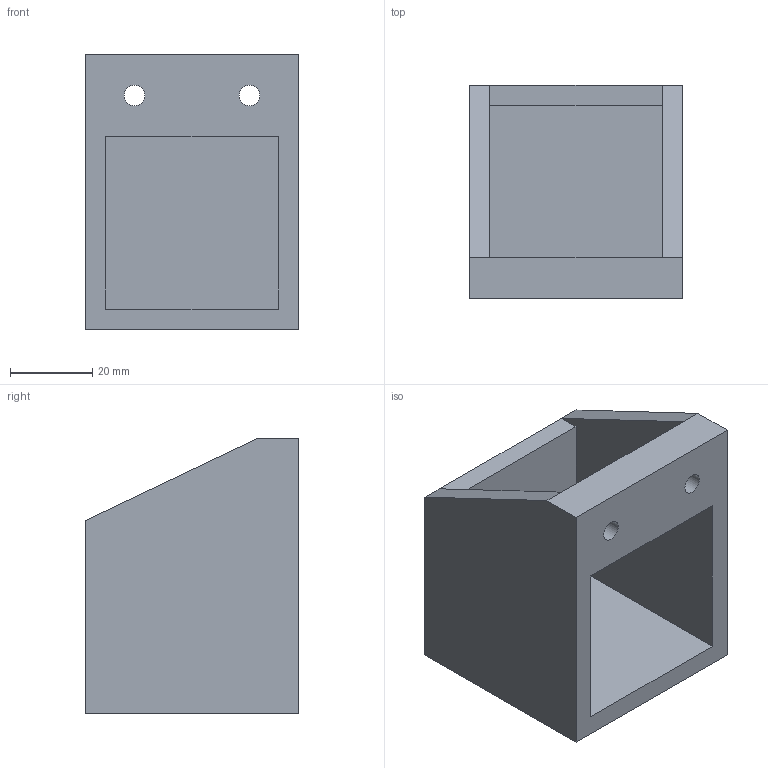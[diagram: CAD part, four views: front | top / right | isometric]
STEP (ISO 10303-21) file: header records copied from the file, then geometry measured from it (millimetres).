
FILE_DESCRIPTION(('STEP AP203'), '1');
FILE_NAME('Äåòàëü êðåïëåíèå íèæíåãî ìîòîðà', '', ('UNSPECIFIED'), ('UNSPECIFIED'), 'C3D Converter', 'C3D Toolkit', '');
FILE_SCHEMA(('CONFIG_CONTROL_DESIGN'));
Length unit declared in the file: millimetre
Bounding box: 52 x 52 x 67 mm (x, y, z)
Volume: 58387.3 mm3; surface area: 24212.8 mm2
Topology: 1 solids, 1 shells, 17 faces, 44 edges, 28 vertices
Faces by surface type: plane 15, cylinder 2
Full cylindrical faces by diameter (mm): 5 x2
Entity records: 683 total; most frequent: CARTESIAN_POINT 88, ORIENTED_EDGE 84, DIRECTION 82, EDGE_CURVE 42, LINE 38, VECTOR 38, VERTEX_POINT 28, EDGE_LOOP 24
